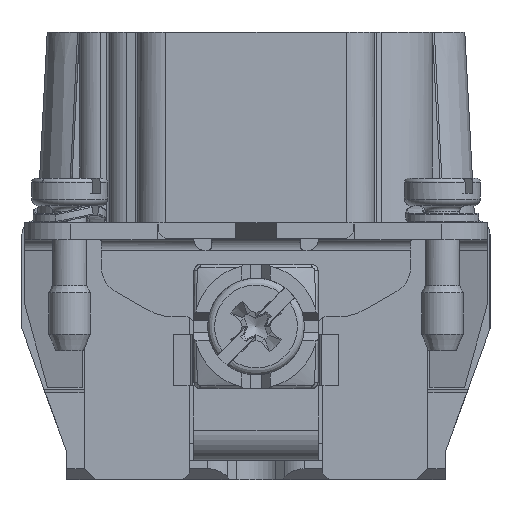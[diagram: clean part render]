
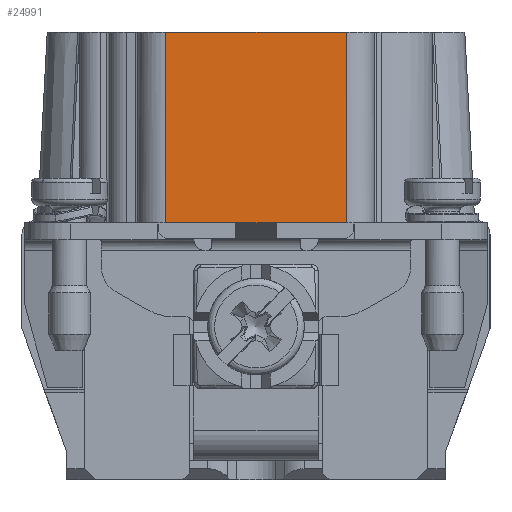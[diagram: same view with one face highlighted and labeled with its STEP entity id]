
A CAD part, left-side view. The second image highlights one B-rep face of the part: STEP entity #24991.
In plain terms, the highlighted planar face has unit normal (-1, 0, 0).
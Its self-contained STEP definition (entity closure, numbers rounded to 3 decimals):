
#22241=FACE_OUTER_BOUND('',#31344,.T.);
#24991=ADVANCED_FACE('',(#22241),#28208,.F.);
#28208=PLANE('',#84298);
#31344=EDGE_LOOP('',(#37217,#37218,#37219,#37220));
#37217=ORIENTED_EDGE('',*,*,#59994,.T.);
#37218=ORIENTED_EDGE('',*,*,#59995,.T.);
#37219=ORIENTED_EDGE('',*,*,#59691,.F.);
#37220=ORIENTED_EDGE('',*,*,#59996,.T.);
#53564=VERTEX_POINT('',#105995);
#53565=VERTEX_POINT('',#105997);
#53754=VERTEX_POINT('',#106687);
#53755=VERTEX_POINT('',#106688);
#59691=EDGE_CURVE('',#53564,#53565,#72092,.T.);
#59994=EDGE_CURVE('',#53754,#53755,#72335,.T.);
#59995=EDGE_CURVE('',#53755,#53565,#72336,.T.);
#59996=EDGE_CURVE('',#53564,#53754,#72337,.T.);
#72092=LINE('',#105996,#76686);
#72335=LINE('',#106686,#76929);
#72336=LINE('',#106689,#76930);
#72337=LINE('',#106690,#76931);
#76686=VECTOR('',#90493,1.);
#76929=VECTOR('',#91044,1.);
#76930=VECTOR('',#91045,1.);
#76931=VECTOR('',#91046,1.);
#84298=AXIS2_PLACEMENT_3D('',#106691,#91047,#91048);
#90493=DIRECTION('',(0.,-1.,0.));
#91044=DIRECTION('',(0.,-1.,0.));
#91045=DIRECTION('',(0.,0.,1.));
#91046=DIRECTION('',(0.,0.,-1.));
#91047=DIRECTION('',(1.,0.,0.));
#91048=DIRECTION('',(0.,0.,1.));
#105995=CARTESIAN_POINT('',(-42.175,6.55,14.95));
#105996=CARTESIAN_POINT('',(-42.175,-8.55,14.95));
#105997=CARTESIAN_POINT('',(-42.175,-6.55,14.95));
#106686=CARTESIAN_POINT('',(-42.175,-8.55,1.15));
#106687=CARTESIAN_POINT('',(-42.175,6.55,1.15));
#106688=CARTESIAN_POINT('',(-42.175,-6.55,1.15));
#106689=CARTESIAN_POINT('',(-42.175,-6.55,14.95));
#106690=CARTESIAN_POINT('',(-42.175,6.55,14.95));
#106691=CARTESIAN_POINT('',(-42.175,-8.55,14.95));
